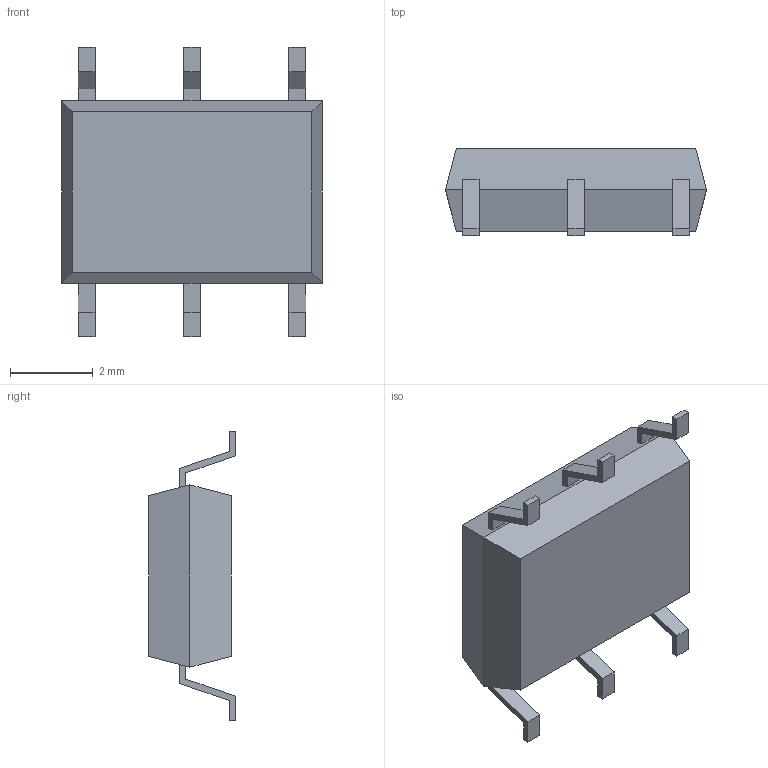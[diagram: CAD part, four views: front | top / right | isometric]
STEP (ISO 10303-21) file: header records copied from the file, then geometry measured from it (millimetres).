
FILE_DESCRIPTION (( 'STEP AP214' ), '1' );
FILE_NAME ('G3VM_61HR1.step', '2015-09-28T02:24:33', ( 'OSMC1.0 ' ), ( ' ' ), 'SwSTEP 2.0', 'SolidWorks 2002025', '' );
FILE_SCHEMA (( 'AUTOMOTIVE_DESIGN' ));
Length unit declared in the file: millimetre
Products named in the file (1): G3VM_61HR1
Bounding box: 6.3 x 2.1 x 7 mm (x, y, z)
Volume: 50.8 mm3; surface area: 101.7 mm2
Topology: 1 solids, 1 shells, 67 faces, 170 edges, 112 vertices
Faces by surface type: plane 65, cylinder 2
Entity records: 2142 total; most frequent: CARTESIAN_POINT 350, ORIENTED_EDGE 340, DIRECTION 310, EDGE_CURVE 170, LINE 166, VECTOR 166, VERTEX_POINT 112, EDGE_LOOP 74
